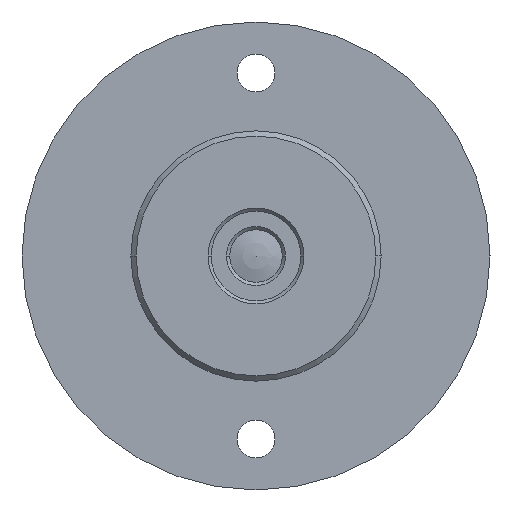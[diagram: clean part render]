
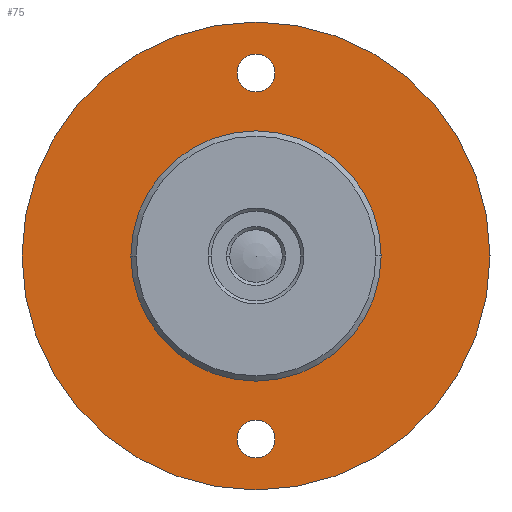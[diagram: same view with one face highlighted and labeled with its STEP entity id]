
A CAD part, front view. The second image highlights one B-rep face of the part: STEP entity #75.
In plain terms, the highlighted planar face has unit normal (0, -1, 0).
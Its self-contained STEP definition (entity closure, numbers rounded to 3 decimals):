
#11 = VERTEX_POINT ( 'NONE', #582 ) ;
#15 = CARTESIAN_POINT ( 'NONE',  ( 565.15, 402.783, 17.4 ) ) ;
#17 = VERTEX_POINT ( 'NONE', #494 ) ;
#35 = CARTESIAN_POINT ( 'NONE',  ( 577.05, 402.783, 0. ) ) ;
#45 = EDGE_LOOP ( 'NONE', ( #846, #443 ) ) ;
#60 = ORIENTED_EDGE ( 'NONE', *, *, #788, .T. ) ;
#67 = FACE_BOUND ( 'NONE', #679, .T. ) ;
#71 = DIRECTION ( 'NONE',  ( -1., 0., 0. ) ) ;
#75 = ADVANCED_FACE ( 'NONE', ( #310, #92, #283, #67 ), #429, .T. ) ;
#83 = AXIS2_PLACEMENT_3D ( 'NONE', #753, #603, #350 ) ;
#92 = FACE_BOUND ( 'NONE', #632, .T. ) ;
#177 = CIRCLE ( 'NONE', #573, 1.8 ) ;
#201 = CIRCLE ( 'NONE', #780, 11.9 ) ;
#212 = VERTEX_POINT ( 'NONE', #35 ) ;
#223 = EDGE_CURVE ( 'NONE', #524, #886, #450, .T. ) ;
#268 = CIRCLE ( 'NONE', #418, 22.25 ) ;
#283 = FACE_BOUND ( 'NONE', #45, .T. ) ;
#290 = EDGE_CURVE ( 'NONE', #11, #212, #326, .T. ) ;
#301 = CIRCLE ( 'NONE', #561, 1.8 ) ;
#304 = CARTESIAN_POINT ( 'NONE',  ( 563.35, 402.783, 17.4 ) ) ;
#306 = ORIENTED_EDGE ( 'NONE', *, *, #529, .F. ) ;
#310 = FACE_OUTER_BOUND ( 'NONE', #915, .T. ) ;
#326 = CIRCLE ( 'NONE', #489, 11.9 ) ;
#338 = EDGE_CURVE ( 'NONE', #212, #11, #201, .T. ) ;
#340 = CARTESIAN_POINT ( 'NONE',  ( 542.9, 402.783, 0. ) ) ;
#343 = DIRECTION ( 'NONE',  ( 0., 1., 0. ) ) ;
#350 = DIRECTION ( 'NONE',  ( -1., 0., 0. ) ) ;
#381 = ORIENTED_EDGE ( 'NONE', *, *, #223, .F. ) ;
#418 = AXIS2_PLACEMENT_3D ( 'NONE', #817, #821, #988 ) ;
#424 = CIRCLE ( 'NONE', #844, 1.8 ) ;
#429 = PLANE ( 'NONE',  #482 ) ;
#443 = ORIENTED_EDGE ( 'NONE', *, *, #636, .T. ) ;
#450 = CIRCLE ( 'NONE', #83, 22.25 ) ;
#466 = CARTESIAN_POINT ( 'NONE',  ( 565.15, 402.783, -17.4 ) ) ;
#469 = DIRECTION ( 'NONE',  ( -1., 0., 0. ) ) ;
#482 = AXIS2_PLACEMENT_3D ( 'NONE', #688, #601, #676 ) ;
#489 = AXIS2_PLACEMENT_3D ( 'NONE', #892, #533, #469 ) ;
#494 = CARTESIAN_POINT ( 'NONE',  ( 566.95, 402.783, -17.4 ) ) ;
#524 = VERTEX_POINT ( 'NONE', #340 ) ;
#527 = CARTESIAN_POINT ( 'NONE',  ( 565.15, 402.783, -17.4 ) ) ;
#529 = EDGE_CURVE ( 'NONE', #886, #524, #268, .T. ) ;
#533 = DIRECTION ( 'NONE',  ( 0., 1., 0. ) ) ;
#538 = CARTESIAN_POINT ( 'NONE',  ( 566.95, 402.783, 17.4 ) ) ;
#561 = AXIS2_PLACEMENT_3D ( 'NONE', #527, #618, #769 ) ;
#573 = AXIS2_PLACEMENT_3D ( 'NONE', #15, #343, #1010 ) ;
#581 = ORIENTED_EDGE ( 'NONE', *, *, #338, .T. ) ;
#582 = CARTESIAN_POINT ( 'NONE',  ( 553.25, 402.783, 0. ) ) ;
#601 = DIRECTION ( 'NONE',  ( 0., -1., 0. ) ) ;
#603 = DIRECTION ( 'NONE',  ( 0., 1., 0. ) ) ;
#618 = DIRECTION ( 'NONE',  ( 0., 1., 0. ) ) ;
#629 = CARTESIAN_POINT ( 'NONE',  ( 587.4, 402.783, 0. ) ) ;
#632 = EDGE_LOOP ( 'NONE', ( #60, #634 ) ) ;
#634 = ORIENTED_EDGE ( 'NONE', *, *, #1000, .T. ) ;
#636 = EDGE_CURVE ( 'NONE', #891, #1002, #177, .T. ) ;
#676 = DIRECTION ( 'NONE',  ( 0., 0., -1. ) ) ;
#679 = EDGE_LOOP ( 'NONE', ( #810, #581 ) ) ;
#688 = CARTESIAN_POINT ( 'NONE',  ( 548.075, 402.783, 0. ) ) ;
#706 = CIRCLE ( 'NONE', #1003, 1.8 ) ;
#717 = DIRECTION ( 'NONE',  ( -1., 0., 0. ) ) ;
#753 = CARTESIAN_POINT ( 'NONE',  ( 565.15, 402.783, 0. ) ) ;
#769 = DIRECTION ( 'NONE',  ( -1., 0., 0. ) ) ;
#780 = AXIS2_PLACEMENT_3D ( 'NONE', #799, #887, #717 ) ;
#786 = VERTEX_POINT ( 'NONE', #1029 ) ;
#788 = EDGE_CURVE ( 'NONE', #786, #17, #301, .T. ) ;
#799 = CARTESIAN_POINT ( 'NONE',  ( 565.15, 402.783, 0. ) ) ;
#810 = ORIENTED_EDGE ( 'NONE', *, *, #290, .T. ) ;
#817 = CARTESIAN_POINT ( 'NONE',  ( 565.15, 402.783, 0. ) ) ;
#821 = DIRECTION ( 'NONE',  ( 0., 1., 0. ) ) ;
#824 = DIRECTION ( 'NONE',  ( 0., 1., 0. ) ) ;
#844 = AXIS2_PLACEMENT_3D ( 'NONE', #466, #971, #1062 ) ;
#846 = ORIENTED_EDGE ( 'NONE', *, *, #1060, .T. ) ;
#886 = VERTEX_POINT ( 'NONE', #629 ) ;
#887 = DIRECTION ( 'NONE',  ( 0., 1., 0. ) ) ;
#891 = VERTEX_POINT ( 'NONE', #538 ) ;
#892 = CARTESIAN_POINT ( 'NONE',  ( 565.15, 402.783, 0. ) ) ;
#915 = EDGE_LOOP ( 'NONE', ( #381, #306 ) ) ;
#971 = DIRECTION ( 'NONE',  ( 0., 1., 0. ) ) ;
#988 = DIRECTION ( 'NONE',  ( -1., 0., 0. ) ) ;
#1000 = EDGE_CURVE ( 'NONE', #17, #786, #424, .T. ) ;
#1002 = VERTEX_POINT ( 'NONE', #304 ) ;
#1003 = AXIS2_PLACEMENT_3D ( 'NONE', #1077, #824, #71 ) ;
#1010 = DIRECTION ( 'NONE',  ( -1., 0., 0. ) ) ;
#1029 = CARTESIAN_POINT ( 'NONE',  ( 563.35, 402.783, -17.4 ) ) ;
#1060 = EDGE_CURVE ( 'NONE', #1002, #891, #706, .T. ) ;
#1062 = DIRECTION ( 'NONE',  ( -1., 0., 0. ) ) ;
#1077 = CARTESIAN_POINT ( 'NONE',  ( 565.15, 402.783, 17.4 ) ) ;
